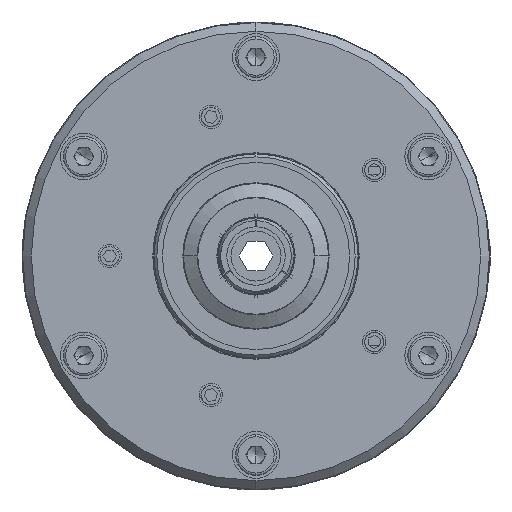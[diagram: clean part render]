
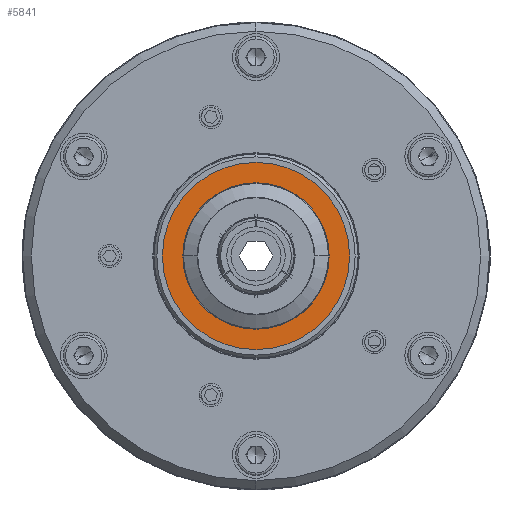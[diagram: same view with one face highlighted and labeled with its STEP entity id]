
A CAD part, left-side view. The second image highlights one B-rep face of the part: STEP entity #5841.
In plain terms, the highlighted planar face has unit normal (-1, 0, 0).
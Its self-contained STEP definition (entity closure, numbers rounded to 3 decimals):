
#1156 = CARTESIAN_POINT ( 'NONE',  ( -20., 6.456, 9.817 ) ) ;
#1160 = CARTESIAN_POINT ( 'NONE',  ( -20., -11.73, -0.683 ) ) ;
#1162 = CARTESIAN_POINT ( 'NONE',  ( -20., -5.274, 10.5 ) ) ;
#1187 = CARTESIAN_POINT ( 'NONE',  ( -20., 11.73, 0.683 ) ) ;
#1190 = CARTESIAN_POINT ( 'NONE',  ( -20., -5.274, -10.5 ) ) ;
#1193 = CARTESIAN_POINT ( 'NONE',  ( -20., -11.73, 0.683 ) ) ;
#1296 = CARTESIAN_POINT ( 'NONE',  ( -20., 6.456, -9.817 ) ) ;
#1442 = CARTESIAN_POINT ( 'NONE',  ( -20., 16., 0. ) ) ;
#1443 = CARTESIAN_POINT ( 'NONE',  ( -20., -16., 0. ) ) ;
#1570 = CARTESIAN_POINT ( 'NONE',  ( -20., -6.456, 9.817 ) ) ;
#1622 = CARTESIAN_POINT ( 'NONE',  ( -20., 5.274, -10.5 ) ) ;
#1681 = CARTESIAN_POINT ( 'NONE',  ( -20., 11.73, -0.683 ) ) ;
#1774 = CARTESIAN_POINT ( 'NONE',  ( -20., -11.75, 0. ) ) ;
#1778 = CARTESIAN_POINT ( 'NONE',  ( -20., -6.456, -9.817 ) ) ;
#3147 = CARTESIAN_POINT ( 'NONE',  ( -20., 5.274, 10.5 ) ) ;
#3974 = FACE_BOUND ( 'NONE', #15958, .T. ) ;
#3988 = FACE_OUTER_BOUND ( 'NONE', #15968, .T. ) ;
#5841 = ADVANCED_FACE ( 'NONE', ( #3974, #3988 ), #24376, .F. ) ;
#7006 = DIRECTION ( 'NONE',  ( 0., 0.5, -0.866 ) ) ;
#7009 = CARTESIAN_POINT ( 'NONE',  ( -20., -11.73, -0.683 ) ) ;
#7361 = DIRECTION ( 'NONE',  ( 0., 1., 0. ) ) ;
#7362 = DIRECTION ( 'NONE',  ( -1., 0., 0. ) ) ;
#7363 = CARTESIAN_POINT ( 'NONE',  ( -20., 0., 0. ) ) ;
#7395 = DIRECTION ( 'NONE',  ( 0., 1., 0. ) ) ;
#7397 = CARTESIAN_POINT ( 'NONE',  ( -20., 5.274, -10.5 ) ) ;
#7546 = VECTOR ( 'NONE', #12659, 1000. ) ;
#7549 = LINE ( 'NONE', #12654, #7546 ) ;
#7581 = CIRCLE ( 'NONE', #23091, 11.75 ) ;
#7692 = CIRCLE ( 'NONE', #23138, 11.75 ) ;
#7921 = VECTOR ( 'NONE', #13526, 1000. ) ;
#7924 = LINE ( 'NONE', #13527, #7921 ) ;
#8041 = VECTOR ( 'NONE', #14027, 1000. ) ;
#8046 = LINE ( 'NONE', #14022, #8041 ) ;
#8106 = CIRCLE ( 'NONE', #23319, 16. ) ;
#8127 = CIRCLE ( 'NONE', #23329, 11.75 ) ;
#8177 = VECTOR ( 'NONE', #14225, 1000. ) ;
#8179 = LINE ( 'NONE', #14226, #8177 ) ;
#8193 = CIRCLE ( 'NONE', #23352, 16. ) ;
#8244 = CIRCLE ( 'NONE', #23370, 11.75 ) ;
#9305 = DIRECTION ( 'NONE',  ( 0., 1., 0. ) ) ;
#9306 = DIRECTION ( 'NONE',  ( -1., 0., 0. ) ) ;
#9307 = CARTESIAN_POINT ( 'NONE',  ( -20., 0., 0. ) ) ;
#9444 = DIRECTION ( 'NONE',  ( 0., 1., 0. ) ) ;
#9445 = DIRECTION ( 'NONE',  ( -1., 0., 0. ) ) ;
#9446 = CARTESIAN_POINT ( 'NONE',  ( -20., 0., 0. ) ) ;
#10488 = VECTOR ( 'NONE', #7006, 1000. ) ;
#10490 = LINE ( 'NONE', #7009, #10488 ) ;
#10605 = CIRCLE ( 'NONE', #26506, 11.75 ) ;
#10620 = VECTOR ( 'NONE', #7395, 1000. ) ;
#10623 = LINE ( 'NONE', #7397, #10620 ) ;
#10753 = CIRCLE ( 'NONE', #22962, 11.75 ) ;
#10796 = CIRCLE ( 'NONE', #22975, 11.75 ) ;
#12654 = CARTESIAN_POINT ( 'NONE',  ( -20., 6.456, 9.817 ) ) ;
#12659 = DIRECTION ( 'NONE',  ( 0., -0.5, 0.866 ) ) ;
#12736 = DIRECTION ( 'NONE',  ( 0., 1., 0. ) ) ;
#12737 = DIRECTION ( 'NONE',  ( -1., 0., 0. ) ) ;
#12740 = CARTESIAN_POINT ( 'NONE',  ( -20., 0., 0. ) ) ;
#12744 = DIRECTION ( 'NONE',  ( 0., 1., 0. ) ) ;
#12745 = DIRECTION ( 'NONE',  ( -1., 0., 0. ) ) ;
#12746 = CARTESIAN_POINT ( 'NONE',  ( -20., 0., 0. ) ) ;
#13526 = DIRECTION ( 'NONE',  ( 0., -1., 0. ) ) ;
#13527 = CARTESIAN_POINT ( 'NONE',  ( -20., 5.274, 10.5 ) ) ;
#14022 = CARTESIAN_POINT ( 'NONE',  ( -20., -6.456, 9.817 ) ) ;
#14027 = DIRECTION ( 'NONE',  ( 0., -0.5, -0.866 ) ) ;
#14043 = DIRECTION ( 'NONE',  ( 0., -1., 0. ) ) ;
#14046 = DIRECTION ( 'NONE',  ( -1., 0., 0. ) ) ;
#14047 = CARTESIAN_POINT ( 'NONE',  ( -20., 0., 0. ) ) ;
#14106 = DIRECTION ( 'NONE',  ( 0., 1., 0. ) ) ;
#14107 = DIRECTION ( 'NONE',  ( -1., 0., 0. ) ) ;
#14108 = CARTESIAN_POINT ( 'NONE',  ( -20., 0., 0. ) ) ;
#14225 = DIRECTION ( 'NONE',  ( 0., 0.5, 0.866 ) ) ;
#14226 = CARTESIAN_POINT ( 'NONE',  ( -20., 11.73, -0.683 ) ) ;
#14238 = DIRECTION ( 'NONE',  ( 0., -1., 0. ) ) ;
#14239 = DIRECTION ( 'NONE',  ( -1., 0., 0. ) ) ;
#14240 = CARTESIAN_POINT ( 'NONE',  ( -20., 0., 0. ) ) ;
#14441 = DIRECTION ( 'NONE',  ( 0., 1., 0. ) ) ;
#14442 = DIRECTION ( 'NONE',  ( -1., 0., 0. ) ) ;
#14443 = CARTESIAN_POINT ( 'NONE',  ( -20., 0., 0. ) ) ;
#15958 = EDGE_LOOP ( 'NONE', ( #16687, #16688, #16689, #16690, #16692, #16694, #16695, #16697, #16698, #16699, #16700, #16701, #16702 ) ) ;
#15968 = EDGE_LOOP ( 'NONE', ( #16703, #16704 ) ) ;
#16687 = ORIENTED_EDGE ( 'NONE', *, *, #17942, .T. ) ;
#16688 = ORIENTED_EDGE ( 'NONE', *, *, #17705, .F. ) ;
#16689 = ORIENTED_EDGE ( 'NONE', *, *, #17854, .T. ) ;
#16690 = ORIENTED_EDGE ( 'NONE', *, *, #17789, .F. ) ;
#16692 = ORIENTED_EDGE ( 'NONE', *, *, #18372, .F. ) ;
#16694 = ORIENTED_EDGE ( 'NONE', *, *, #18582, .T. ) ;
#16695 = ORIENTED_EDGE ( 'NONE', *, *, #18502, .F. ) ;
#16697 = ORIENTED_EDGE ( 'NONE', *, *, #18491, .T. ) ;
#16698 = ORIENTED_EDGE ( 'NONE', *, *, #18113, .F. ) ;
#16699 = ORIENTED_EDGE ( 'NONE', *, *, #17754, .T. ) ;
#16700 = ORIENTED_EDGE ( 'NONE', *, *, #18401, .F. ) ;
#16701 = ORIENTED_EDGE ( 'NONE', *, *, #18219, .T. ) ;
#16702 = ORIENTED_EDGE ( 'NONE', *, *, #18192, .F. ) ;
#16703 = ORIENTED_EDGE ( 'NONE', *, *, #17803, .T. ) ;
#16704 = ORIENTED_EDGE ( 'NONE', *, *, #17745, .T. ) ;
#17705 = EDGE_CURVE ( 'NONE', #20306, #19981, #8244, .T. ) ;
#17745 = EDGE_CURVE ( 'NONE', #20485, #20486, #8193, .T. ) ;
#17754 = EDGE_CURVE ( 'NONE', #20643, #20162, #8179, .T. ) ;
#17789 = EDGE_CURVE ( 'NONE', #20054, #19946, #8127, .T. ) ;
#17803 = EDGE_CURVE ( 'NONE', #20486, #20485, #8106, .T. ) ;
#17854 = EDGE_CURVE ( 'NONE', #20306, #19946, #8046, .T. ) ;
#17942 = EDGE_CURVE ( 'NONE', #19539, #19981, #7924, .T. ) ;
#18113 = EDGE_CURVE ( 'NONE', #20643, #20224, #7692, .T. ) ;
#18192 = EDGE_CURVE ( 'NONE', #19539, #19983, #7581, .T. ) ;
#18219 = EDGE_CURVE ( 'NONE', #19953, #19983, #7549, .T. ) ;
#18372 = EDGE_CURVE ( 'NONE', #19982, #20054, #10796, .T. ) ;
#18401 = EDGE_CURVE ( 'NONE', #19953, #20162, #10753, .T. ) ;
#18491 = EDGE_CURVE ( 'NONE', #19950, #20224, #10623, .T. ) ;
#18502 = EDGE_CURVE ( 'NONE', #19950, #20050, #10605, .T. ) ;
#18582 = EDGE_CURVE ( 'NONE', #19982, #20050, #10490, .T. ) ;
#19539 = VERTEX_POINT ( 'NONE', #3147 ) ;
#19946 = VERTEX_POINT ( 'NONE', #1193 ) ;
#19950 = VERTEX_POINT ( 'NONE', #1190 ) ;
#19953 = VERTEX_POINT ( 'NONE', #1187 ) ;
#19981 = VERTEX_POINT ( 'NONE', #1162 ) ;
#19982 = VERTEX_POINT ( 'NONE', #1160 ) ;
#19983 = VERTEX_POINT ( 'NONE', #1156 ) ;
#20050 = VERTEX_POINT ( 'NONE', #1778 ) ;
#20054 = VERTEX_POINT ( 'NONE', #1774 ) ;
#20162 = VERTEX_POINT ( 'NONE', #1681 ) ;
#20224 = VERTEX_POINT ( 'NONE', #1622 ) ;
#20306 = VERTEX_POINT ( 'NONE', #1570 ) ;
#20485 = VERTEX_POINT ( 'NONE', #1442 ) ;
#20486 = VERTEX_POINT ( 'NONE', #1443 ) ;
#20643 = VERTEX_POINT ( 'NONE', #1296 ) ;
#22962 = AXIS2_PLACEMENT_3D ( 'NONE', #9307, #9306, #9305 ) ;
#22975 = AXIS2_PLACEMENT_3D ( 'NONE', #9446, #9445, #9444 ) ;
#23091 = AXIS2_PLACEMENT_3D ( 'NONE', #12746, #12745, #12744 ) ;
#23138 = AXIS2_PLACEMENT_3D ( 'NONE', #12740, #12737, #12736 ) ;
#23319 = AXIS2_PLACEMENT_3D ( 'NONE', #14047, #14046, #14043 ) ;
#23329 = AXIS2_PLACEMENT_3D ( 'NONE', #14108, #14107, #14106 ) ;
#23352 = AXIS2_PLACEMENT_3D ( 'NONE', #14240, #14239, #14238 ) ;
#23370 = AXIS2_PLACEMENT_3D ( 'NONE', #14443, #14442, #14441 ) ;
#24173 = AXIS2_PLACEMENT_3D ( 'NONE', #24380, #24373, #24371 ) ;
#24371 = DIRECTION ( 'NONE',  ( 0., 1., 0. ) ) ;
#24373 = DIRECTION ( 'NONE',  ( 1., 0., 0. ) ) ;
#24376 = PLANE ( 'NONE',  #24173 ) ;
#24380 = CARTESIAN_POINT ( 'NONE',  ( -20., 16., 0. ) ) ;
#26506 = AXIS2_PLACEMENT_3D ( 'NONE', #7363, #7362, #7361 ) ;
